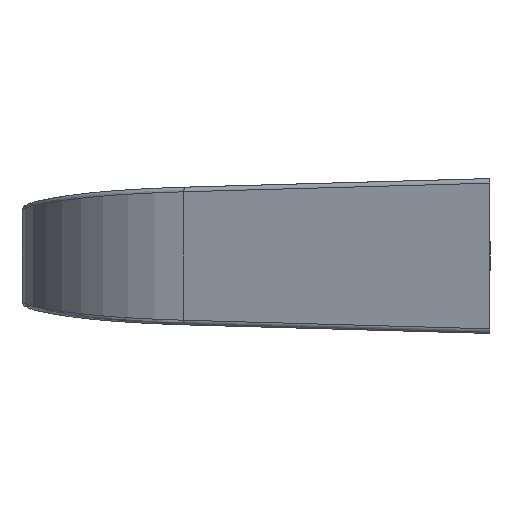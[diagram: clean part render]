
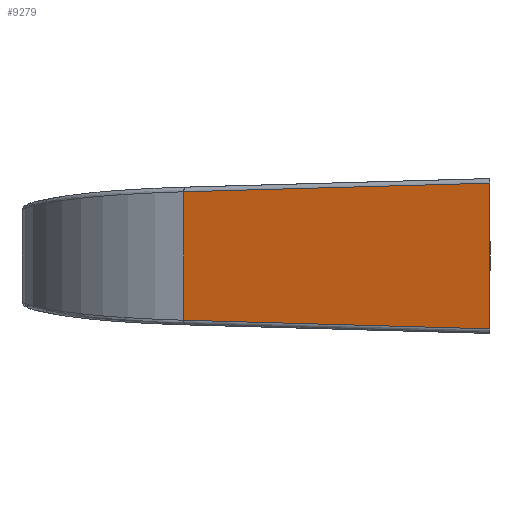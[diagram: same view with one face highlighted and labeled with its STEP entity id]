
A CAD part, left-side view. The second image highlights one B-rep face of the part: STEP entity #9279.
In plain terms, the highlighted planar face has unit normal (-0.966, 0.259, 0).
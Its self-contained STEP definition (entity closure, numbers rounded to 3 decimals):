
#557=PLANE('',#9850);
#1027=FACE_OUTER_BOUND('',#1539,.T.);
#1539=EDGE_LOOP('',(#8720,#8721,#8722,#8723));
#2694=LINE('',#14877,#3870);
#2711=LINE('',#15320,#3887);
#2718=LINE('',#15687,#3894);
#2719=LINE('',#15779,#3895);
#3870=VECTOR('',#11967,10.);
#3887=VECTOR('',#12054,10.);
#3894=VECTOR('',#12107,10.);
#3895=VECTOR('',#12114,10.);
#4783=VERTEX_POINT('',#14874);
#4784=VERTEX_POINT('',#14876);
#4820=VERTEX_POINT('',#15319);
#4833=VERTEX_POINT('',#15683);
#6050=EDGE_CURVE('',#4784,#4783,#2694,.T.);
#6106=EDGE_CURVE('',#4784,#4820,#2711,.T.);
#6136=EDGE_CURVE('',#4833,#4783,#2718,.T.);
#6139=EDGE_CURVE('',#4820,#4833,#2719,.T.);
#8720=ORIENTED_EDGE('',*,*,#6106,.F.);
#8721=ORIENTED_EDGE('',*,*,#6050,.T.);
#8722=ORIENTED_EDGE('',*,*,#6136,.F.);
#8723=ORIENTED_EDGE('',*,*,#6139,.F.);
#9279=ADVANCED_FACE('',(#1027),#557,.T.);
#9850=AXIS2_PLACEMENT_3D('',#15778,#12112,#12113);
#11967=DIRECTION('',(0.,0.,1.));
#12054=DIRECTION('',(0.259,0.966,0.027));
#12107=DIRECTION('',(-0.259,-0.966,0.027));
#12112=DIRECTION('center_axis',(-0.966,0.259,0.));
#12113=DIRECTION('ref_axis',(-0.259,-0.966,0.));
#12114=DIRECTION('',(0.,0.,1.));
#14874=CARTESIAN_POINT('',(0.,0.,9.668));
#14876=CARTESIAN_POINT('',(0.,0.,0.332));
#14877=CARTESIAN_POINT('',(0.,0.,0.));
#15319=CARTESIAN_POINT('',(5.258,19.623,0.885));
#15320=CARTESIAN_POINT('',(3.049,11.379,0.653));
#15683=CARTESIAN_POINT('',(5.258,19.623,9.115));
#15687=CARTESIAN_POINT('',(2.66,9.927,9.388));
#15778=CARTESIAN_POINT('Origin',(5.258,19.623,0.));
#15779=CARTESIAN_POINT('',(5.258,19.623,0.));
